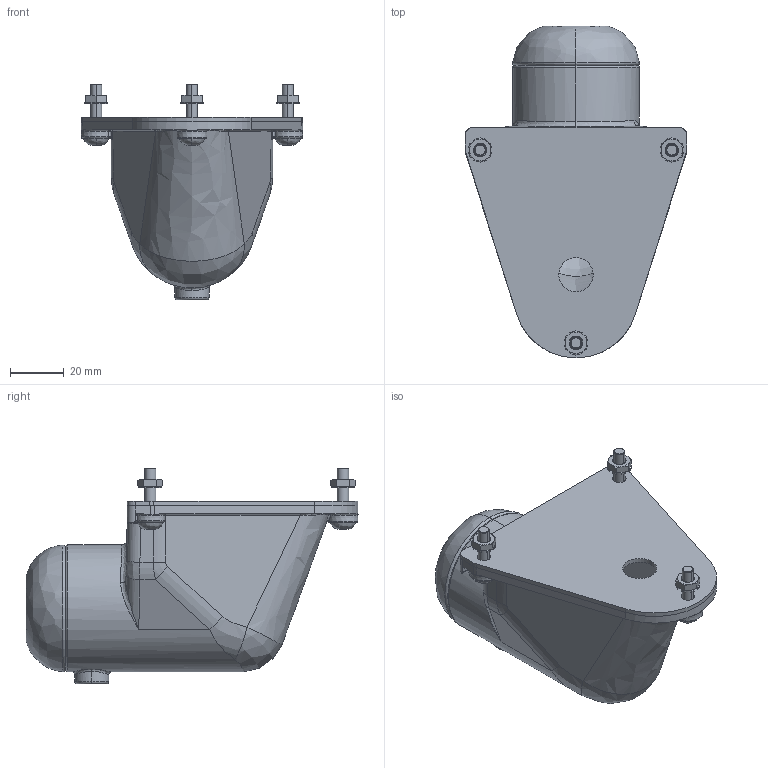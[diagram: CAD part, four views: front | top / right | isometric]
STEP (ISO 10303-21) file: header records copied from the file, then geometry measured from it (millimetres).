
FILE_DESCRIPTION((''),'2;1');
FILE_NAME('190838_ASM','2019-05-09T09:42:48',('pdmadmin'),('BANNER ENGINEERING'),'CREO PARAMETRIC BY PTC INC, 2018300','CREO PARAMETRIC BY PTC INC, 2018300','');
FILE_SCHEMA(('CONFIG_CONTROL_DESIGN'));
Products named in the file (11): 156307; 157442; 157445; 157441; 46903; 33766; 157443; 157312; 157440; 18351---LMBE12RAC_ASM; 190838_ASM
Assembly tree (18 placements, depth 3):
  190838_ASM
    18351---LMBE12RAC_ASM
      156307
      157442
      157445  x3
      157441  x3
      46903  x3
      33766  x3
      157443
      157312
      157440
Bounding box: 82.1 x 122.98 x 80 mm (x, y, z)
Volume: 99723.1 mm3; surface area: 59455.9 mm2
Topology: 17 solids, 17 shells, 725 faces, 1714 edges, 1028 vertices
Faces by surface type: cylinder 252, plane 187, cone 153, bspline 71, torus 48, extrusion 8, sphere 6
Entity records: 23846 total; most frequent: CARTESIAN_POINT 12581, ORIENTED_EDGE 2356, DIRECTION 2232, EDGE_CURVE 1178, AXIS2_PLACEMENT_3D 890, VERTEX_POINT 704, EDGE_LOOP 538, FACE_OUTER_BOUND 501
